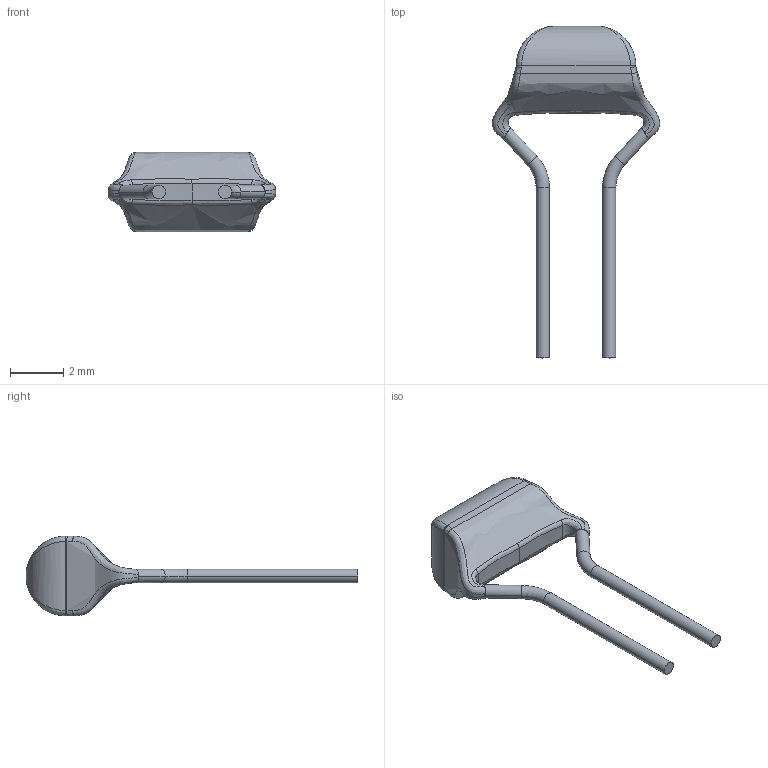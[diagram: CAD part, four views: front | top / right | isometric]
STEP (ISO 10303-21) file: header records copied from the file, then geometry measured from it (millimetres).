
FILE_DESCRIPTION (( 'STEP AP214' ), '1' );
FILE_NAME ('FA14X7R1E475KRU06.STEP', '2022-07-12T05:26:16', ( '' ), ( '' ), 'SwSTEP 2.0', 'SolidWorks 2018', '' );
FILE_SCHEMA (( 'AUTOMOTIVE_DESIGN' ));
Length unit declared in the file: millimetre
Products named in the file (1): FA14X7R1E475KRU06
Bounding box: 6.3 x 12.5 x 3 mm (x, y, z)
Volume: 38.5 mm3; surface area: 90.8 mm2
Topology: 1 solids, 1 shells, 62 faces, 150 edges, 86 vertices
Faces by surface type: bspline 32, cylinder 16, plane 10, torus 4
Entity records: 3704 total; most frequent: CARTESIAN_POINT 1857, ORIENTED_EDGE 292, DIRECTION 150, EDGE_CURVE 146, VERTEX_POINT 86, B_SPLINE_CURVE_WITH_KNOTS 74, UNCERTAINTY_MEASURE_WITH_UNIT 65, STYLED_ITEM 64
